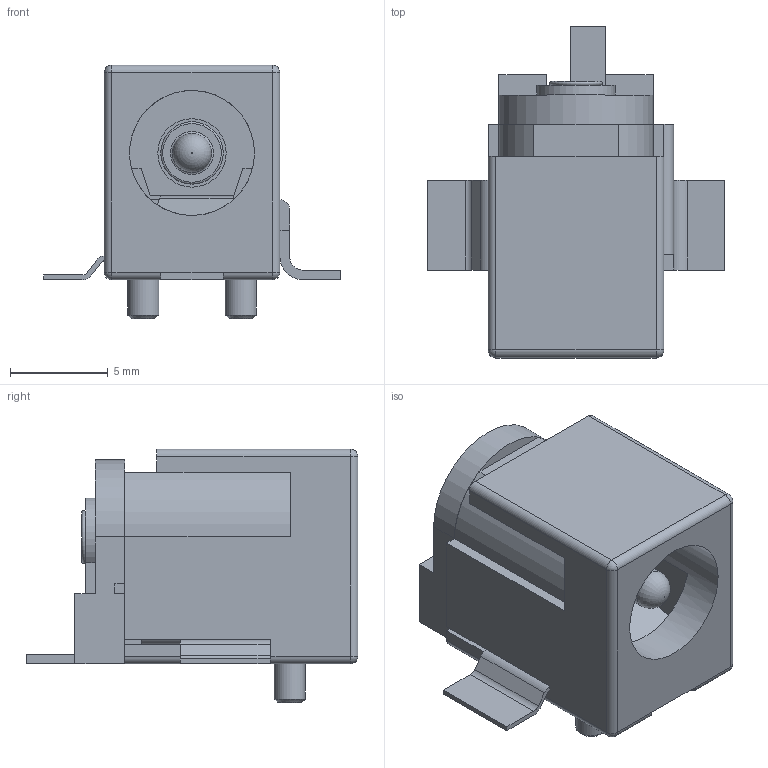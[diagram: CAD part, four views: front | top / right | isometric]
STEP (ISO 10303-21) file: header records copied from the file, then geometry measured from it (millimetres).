
FILE_DESCRIPTION(/* description */ ('Unknown'),/* implementation_level */ '2;1');
FILE_NAME(/* name */ 'J_Wurth_WR-DC_694106105102',/* time_stamp */ '2025-09-18T16:47:01+08:00',/* author */ ('Unknown'),/* organization */ ('Unknown'),/* preprocessor_version */ 'ST-DEVELOPER v19.4',/* originating_system */ 'Solid Edge',/* authorisation */ 'Unknown');
FILE_SCHEMA (('AUTOMOTIVE_DESIGN {1 0 10303 214 3 1 1}'));
Length unit declared in the file: millimetre
Products named in the file (2): J_Wurth_WR-DC_694106105102
Assembly tree (1 placements, depth 2):
  J_Wurth_WR-DC_694106105102
    J_Wurth_WR-DC_694106105102
Bounding box: 15.2 x 17 x 13 mm (x, y, z)
Volume: 810.5 mm3; surface area: 1959.5 mm2
Topology: 6 solids, 6 shells, 226 faces, 598 edges, 386 vertices
Faces by surface type: plane 165, cylinder 47, torus 8, sphere 4, cone 2
Full cylindrical faces by diameter (mm): 1.6 x2, 1.8 x1, 2 x5, 3.2 x1, 3.5 x1, 6.4 x1
Entity records: 6827 total; most frequent: CARTESIAN_POINT 1176, DIRECTION 1135, ORIENTED_EDGE 1134, EDGE_CURVE 567, LINE 455, VECTOR 455, VERTEX_POINT 381, AXIS2_PLACEMENT_3D 340
